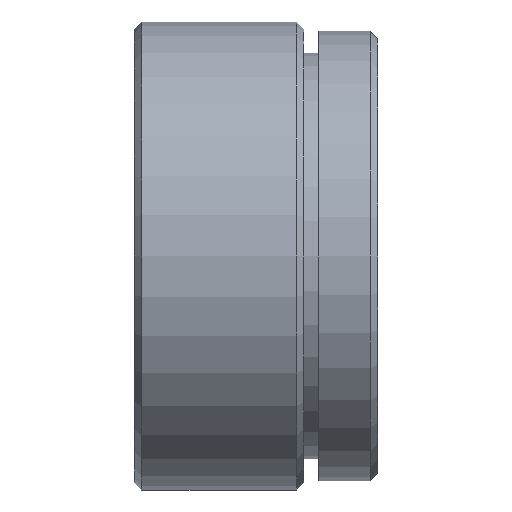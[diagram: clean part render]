
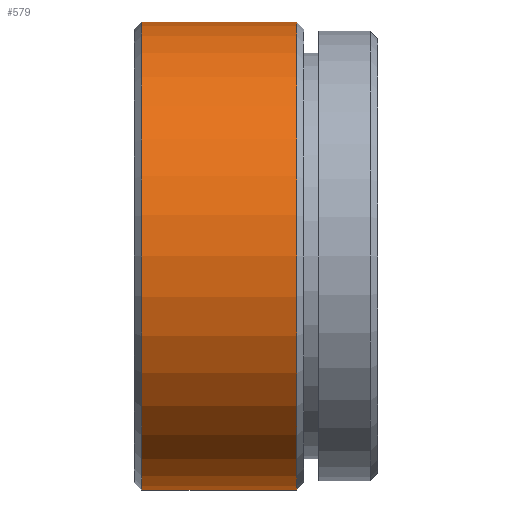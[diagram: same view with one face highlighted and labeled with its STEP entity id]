
A CAD part, left-side view. The second image highlights one B-rep face of the part: STEP entity #579.
In plain terms, the highlighted cylindrical face has radius 15.875 mm (diameter 31.75 mm), a partial arc.
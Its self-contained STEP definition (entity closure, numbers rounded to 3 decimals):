
#21 = ORIENTED_EDGE ( 'NONE', *, *, #282, .T. ) ;
#32 = EDGE_LOOP ( 'NONE', ( #234, #541, #21, #628 ) ) ;
#46 = VERTEX_POINT ( 'NONE', #857 ) ;
#84 = DIRECTION ( 'NONE',  ( 0., 0., -1. ) ) ;
#95 = CARTESIAN_POINT ( 'NONE',  ( 0., 5.5, -15.875 ) ) ;
#118 = EDGE_CURVE ( 'NONE', #360, #419, #119, .T. ) ;
#119 = CIRCLE ( 'NONE', #498, 15.875 ) ;
#121 = VECTOR ( 'NONE', #827, 1000. ) ;
#158 = EDGE_CURVE ( 'NONE', #46, #577, #421, .T. ) ;
#171 = CARTESIAN_POINT ( 'NONE',  ( 0., 0., 15.875 ) ) ;
#183 = VECTOR ( 'NONE', #215, 1000. ) ;
#215 = DIRECTION ( 'NONE',  ( 0., -1., 0. ) ) ;
#227 = FACE_OUTER_BOUND ( 'NONE', #32, .T. ) ;
#234 = ORIENTED_EDGE ( 'NONE', *, *, #640, .F. ) ;
#237 = CARTESIAN_POINT ( 'NONE',  ( 0., 0., -15.875 ) ) ;
#282 = EDGE_CURVE ( 'NONE', #577, #360, #645, .T. ) ;
#306 = DIRECTION ( 'NONE',  ( 0., 1., 0. ) ) ;
#360 = VERTEX_POINT ( 'NONE', #95 ) ;
#387 = DIRECTION ( 'NONE',  ( 0., -1., 0. ) ) ;
#388 = CYLINDRICAL_SURFACE ( 'NONE', #583, 15.875 ) ;
#409 = DIRECTION ( 'NONE',  ( 0., 0., -1. ) ) ;
#419 = VERTEX_POINT ( 'NONE', #694 ) ;
#421 = CIRCLE ( 'NONE', #568, 15.875 ) ;
#445 = CARTESIAN_POINT ( 'NONE',  ( 0., 16., -15.875 ) ) ;
#468 = LINE ( 'NONE', #171, #121 ) ;
#498 = AXIS2_PLACEMENT_3D ( 'NONE', #718, #306, #84 ) ;
#527 = CARTESIAN_POINT ( 'NONE',  ( 0., 16., 0. ) ) ;
#539 = DIRECTION ( 'NONE',  ( 0., 0., 1. ) ) ;
#541 = ORIENTED_EDGE ( 'NONE', *, *, #158, .T. ) ;
#568 = AXIS2_PLACEMENT_3D ( 'NONE', #527, #387, #539 ) ;
#577 = VERTEX_POINT ( 'NONE', #445 ) ;
#579 = ADVANCED_FACE ( 'NONE', ( #227 ), #388, .T. ) ;
#583 = AXIS2_PLACEMENT_3D ( 'NONE', #587, #630, #409 ) ;
#587 = CARTESIAN_POINT ( 'NONE',  ( 0., 0., 0. ) ) ;
#628 = ORIENTED_EDGE ( 'NONE', *, *, #118, .T. ) ;
#630 = DIRECTION ( 'NONE',  ( 0., -1., 0. ) ) ;
#640 = EDGE_CURVE ( 'NONE', #46, #419, #468, .T. ) ;
#645 = LINE ( 'NONE', #237, #183 ) ;
#694 = CARTESIAN_POINT ( 'NONE',  ( 0., 5.5, 15.875 ) ) ;
#718 = CARTESIAN_POINT ( 'NONE',  ( 0., 5.5, 0. ) ) ;
#827 = DIRECTION ( 'NONE',  ( 0., -1., 0. ) ) ;
#857 = CARTESIAN_POINT ( 'NONE',  ( 0., 16., 15.875 ) ) ;
